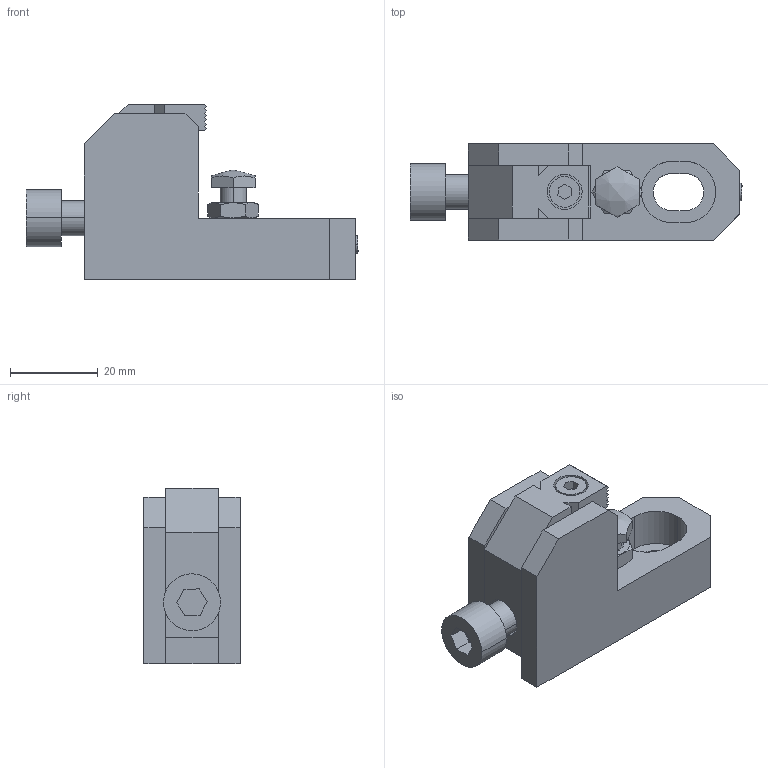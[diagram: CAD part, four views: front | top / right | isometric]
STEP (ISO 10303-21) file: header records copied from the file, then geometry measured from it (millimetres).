
FILE_DESCRIPTION (( 'STEP AP203' ), '1' );
FILE_NAME ('cp100-08040.STEP', '2021-10-25T23:49:07', ( '' ), ( '' ), 'SwSTEP 2.0', 'SolidWorks 2020', '' );
FILE_SCHEMA (( 'CONFIG_CONTROL_DESIGN' ));
Length unit declared in the file: millimetre
Products named in the file (4): cp100-08040; cp100-08040_02; cp100-08040_01; cp100-08040_03
Assembly tree (3 placements, depth 2):
  cp100-08040
    cp100-08040_01
    cp100-08040_02
    cp100-08040_03
Bounding box: 75.8 x 22 x 40 mm (x, y, z)
Volume: 29560 mm3; surface area: 13695.4 mm2
Topology: 3 solids, 4 shells, 156 faces, 392 edges, 257 vertices
Faces by surface type: plane 104, cylinder 39, cone 10, bspline 3
Entity records: 5203 total; most frequent: CARTESIAN_POINT 996, DIRECTION 784, ORIENTED_EDGE 780, EDGE_CURVE 390, VECTOR 274, LINE 274, VERTEX_POINT 257, AXIS2_PLACEMENT_3D 255
